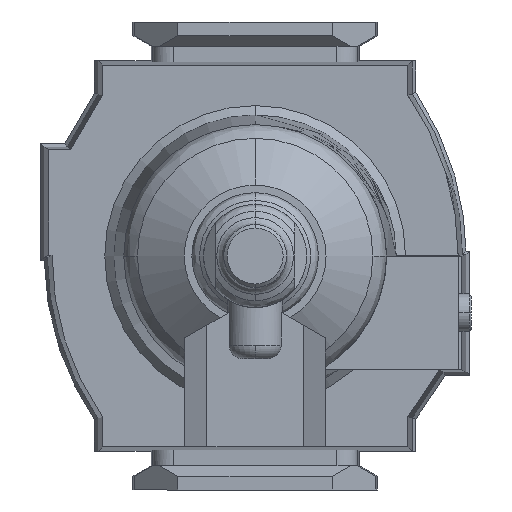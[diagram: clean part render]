
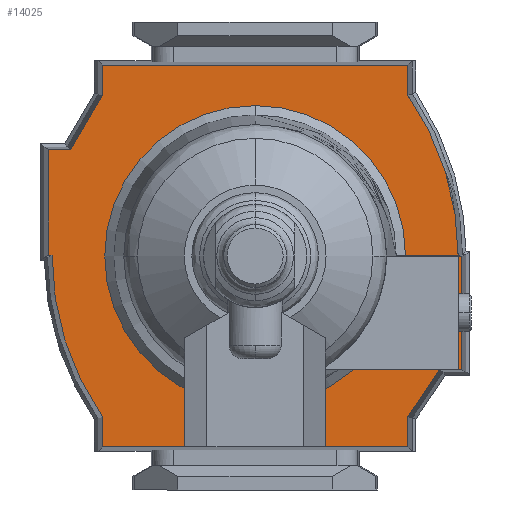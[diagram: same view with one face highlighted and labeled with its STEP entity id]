
A CAD part, front view. The second image highlights one B-rep face of the part: STEP entity #14025.
In plain terms, the highlighted planar face has unit normal (0, -1, 0).
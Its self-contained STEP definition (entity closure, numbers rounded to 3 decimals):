
#75 = CARTESIAN_POINT ( 'NONE',  ( 0.1, -38.5, 29.5 ) ) ;
#138 = ORIENTED_EDGE ( 'NONE', *, *, #11756, .F. ) ;
#243 = EDGE_CURVE ( 'NONE', #9151, #4884, #5052, .T. ) ;
#261 = DIRECTION ( 'NONE',  ( 0., 0., 1. ) ) ;
#321 = EDGE_CURVE ( 'NONE', #804, #1790, #490, .T. ) ;
#366 = VECTOR ( 'NONE', #9992, 1000. ) ;
#379 = FACE_OUTER_BOUND ( 'NONE', #10374, .T. ) ;
#409 = DIRECTION ( 'NONE',  ( 0., 0., 1. ) ) ;
#441 = DIRECTION ( 'NONE',  ( 0., 0., 1. ) ) ;
#490 = LINE ( 'NONE', #2854, #11461 ) ;
#519 = LINE ( 'NONE', #2587, #5286 ) ;
#595 = VERTEX_POINT ( 'NONE', #75 ) ;
#671 = VECTOR ( 'NONE', #1390, 1000. ) ;
#804 = VERTEX_POINT ( 'NONE', #12156 ) ;
#833 = EDGE_CURVE ( 'NONE', #11669, #9151, #10531, .T. ) ;
#1128 = AXIS2_PLACEMENT_3D ( 'NONE', #4510, #4881, #14035 ) ;
#1225 = EDGE_CURVE ( 'NONE', #9623, #6587, #5848, .T. ) ;
#1390 = DIRECTION ( 'NONE',  ( -0.863, 0., 0.506 ) ) ;
#1428 = VECTOR ( 'NONE', #3598, 1000. ) ;
#1440 = ORIENTED_EDGE ( 'NONE', *, *, #14322, .F. ) ;
#1441 = CARTESIAN_POINT ( 'NONE',  ( -0.1, -38.5, -30. ) ) ;
#1644 = VERTEX_POINT ( 'NONE', #10670 ) ;
#1787 = EDGE_CURVE ( 'NONE', #8959, #804, #4196, .T. ) ;
#1790 = VERTEX_POINT ( 'NONE', #10204 ) ;
#1940 = CARTESIAN_POINT ( 'NONE',  ( 0., -38.5, 29.5 ) ) ;
#2035 = CARTESIAN_POINT ( 'NONE',  ( 27.75, -38.5, 22.2 ) ) ;
#2159 = CARTESIAN_POINT ( 'NONE',  ( -23.35, -38.5, -22.2 ) ) ;
#2244 = EDGE_CURVE ( 'NONE', #1644, #11669, #519, .T. ) ;
#2382 = ORIENTED_EDGE ( 'NONE', *, *, #12731, .F. ) ;
#2390 = CARTESIAN_POINT ( 'NONE',  ( -23.35, -38.5, -22.2 ) ) ;
#2547 = EDGE_CURVE ( 'NONE', #6026, #1644, #8796, .T. ) ;
#2587 = CARTESIAN_POINT ( 'NONE',  ( -0.1, -38.5, -30. ) ) ;
#2854 = CARTESIAN_POINT ( 'NONE',  ( -27.75, -38.5, 22.2 ) ) ;
#3119 = DIRECTION ( 'NONE',  ( 1., 0., 0. ) ) ;
#3172 = VECTOR ( 'NONE', #13645, 1000. ) ;
#3506 = EDGE_CURVE ( 'NONE', #6587, #7601, #12349, .T. ) ;
#3598 = DIRECTION ( 'NONE',  ( 0.83, 0., -0.557 ) ) ;
#3796 = LINE ( 'NONE', #10630, #11449 ) ;
#3831 = VERTEX_POINT ( 'NONE', #1940 ) ;
#4022 = ORIENTED_EDGE ( 'NONE', *, *, #12294, .F. ) ;
#4075 = AXIS2_PLACEMENT_3D ( 'NONE', #9694, #8402, #9627 ) ;
#4093 = CARTESIAN_POINT ( 'NONE',  ( 27.75, -38.5, -22.2 ) ) ;
#4196 = LINE ( 'NONE', #5537, #366 ) ;
#4327 = CARTESIAN_POINT ( 'NONE',  ( 16.5, -38.5, 26.8 ) ) ;
#4510 = CARTESIAN_POINT ( 'NONE',  ( -28.86, -38.5, 31.2 ) ) ;
#4881 = DIRECTION ( 'NONE',  ( 0., -1., 0. ) ) ;
#4884 = VERTEX_POINT ( 'NONE', #14357 ) ;
#4898 = AXIS2_PLACEMENT_3D ( 'NONE', #11636, #14245, #441 ) ;
#5025 = PLANE ( 'NONE',  #1128 ) ;
#5052 = LINE ( 'NONE', #6093, #13141 ) ;
#5238 = VERTEX_POINT ( 'NONE', #5765 ) ;
#5286 = VECTOR ( 'NONE', #14237, 1000. ) ;
#5399 = EDGE_CURVE ( 'NONE', #11918, #9623, #14747, .T. ) ;
#5537 = CARTESIAN_POINT ( 'NONE',  ( -27.75, -38.5, -22.2 ) ) ;
#5553 = VECTOR ( 'NONE', #13768, 1000. ) ;
#5598 = CIRCLE ( 'NONE', #4898, 41.1 ) ;
#5765 = CARTESIAN_POINT ( 'NONE',  ( 0.1, -38.5, 30. ) ) ;
#5848 = LINE ( 'NONE', #10513, #1428 ) ;
#6026 = VERTEX_POINT ( 'NONE', #8315 ) ;
#6093 = CARTESIAN_POINT ( 'NONE',  ( -15.5, -38.5, -26.8 ) ) ;
#6349 = LINE ( 'NONE', #7399, #13638 ) ;
#6376 = CARTESIAN_POINT ( 'NONE',  ( -15.5, -38.5, -30. ) ) ;
#6403 = ORIENTED_EDGE ( 'NONE', *, *, #243, .F. ) ;
#6417 = DIRECTION ( 'NONE',  ( -1., 0., 0. ) ) ;
#6587 = VERTEX_POINT ( 'NONE', #10539 ) ;
#6590 = DIRECTION ( 'NONE',  ( 1., 0., 0. ) ) ;
#6619 = VECTOR ( 'NONE', #11511, 1000. ) ;
#6638 = ORIENTED_EDGE ( 'NONE', *, *, #11025, .F. ) ;
#6780 = CARTESIAN_POINT ( 'NONE',  ( -23.383, -38.5, 22.2 ) ) ;
#6958 = DIRECTION ( 'NONE',  ( 0., 1., 0. ) ) ;
#7054 = LINE ( 'NONE', #2390, #671 ) ;
#7098 = DIRECTION ( 'NONE',  ( 0., 0., 1. ) ) ;
#7127 = VERTEX_POINT ( 'NONE', #9822 ) ;
#7384 = VECTOR ( 'NONE', #6590, 1000. ) ;
#7399 = CARTESIAN_POINT ( 'NONE',  ( 23.383, -38.5, -22.2 ) ) ;
#7427 = CIRCLE ( 'NONE', #4075, 41.1 ) ;
#7601 = VERTEX_POINT ( 'NONE', #8100 ) ;
#7739 = LINE ( 'NONE', #7813, #7384 ) ;
#7813 = CARTESIAN_POINT ( 'NONE',  ( -23.383, -38.5, 22.2 ) ) ;
#7917 = ORIENTED_EDGE ( 'NONE', *, *, #9654, .F. ) ;
#7934 = ORIENTED_EDGE ( 'NONE', *, *, #8415, .F. ) ;
#8100 = CARTESIAN_POINT ( 'NONE',  ( 27.75, -38.5, 22.2 ) ) ;
#8120 = CARTESIAN_POINT ( 'NONE',  ( -15.5, -38.5, -30. ) ) ;
#8315 = CARTESIAN_POINT ( 'NONE',  ( 23.383, -38.5, -22.2 ) ) ;
#8319 = CARTESIAN_POINT ( 'NONE',  ( 0., -38.5, 11.6 ) ) ;
#8402 = DIRECTION ( 'NONE',  ( 0., 1., 0. ) ) ;
#8415 = EDGE_CURVE ( 'NONE', #3831, #595, #5598, .T. ) ;
#8539 = VECTOR ( 'NONE', #3119, 1000. ) ;
#8796 = CIRCLE ( 'NONE', #11665, 41.1 ) ;
#8840 = ORIENTED_EDGE ( 'NONE', *, *, #321, .F. ) ;
#8902 = DIRECTION ( 'NONE',  ( 0., 0., -1. ) ) ;
#8959 = VERTEX_POINT ( 'NONE', #2159 ) ;
#9039 = CARTESIAN_POINT ( 'NONE',  ( 16.5, -38.5, 26.8 ) ) ;
#9151 = VERTEX_POINT ( 'NONE', #6376 ) ;
#9597 = CARTESIAN_POINT ( 'NONE',  ( 16.5, -38.5, 30. ) ) ;
#9623 = VERTEX_POINT ( 'NONE', #4327 ) ;
#9627 = DIRECTION ( 'NONE',  ( 0., 0., 1. ) ) ;
#9654 = EDGE_CURVE ( 'NONE', #5238, #11918, #12677, .T. ) ;
#9694 = CARTESIAN_POINT ( 'NONE',  ( 0., -38.5, -11.6 ) ) ;
#9822 = CARTESIAN_POINT ( 'NONE',  ( 27.75, -38.5, -22.2 ) ) ;
#9992 = DIRECTION ( 'NONE',  ( -1., 0., 0. ) ) ;
#10204 = CARTESIAN_POINT ( 'NONE',  ( -27.75, -38.5, 22.2 ) ) ;
#10346 = CARTESIAN_POINT ( 'NONE',  ( 16.5, -38.5, 30. ) ) ;
#10374 = EDGE_LOOP ( 'NONE', ( #10601, #6638, #6403, #10379, #13009, #13876, #138, #13397, #13601, #12823, #12660, #7917, #2382, #7934, #1440, #4022, #8840 ) ) ;
#10379 = ORIENTED_EDGE ( 'NONE', *, *, #833, .F. ) ;
#10513 = CARTESIAN_POINT ( 'NONE',  ( 23.35, -38.5, 22.2 ) ) ;
#10531 = LINE ( 'NONE', #8120, #6619 ) ;
#10539 = CARTESIAN_POINT ( 'NONE',  ( 23.35, -38.5, 22.2 ) ) ;
#10601 = ORIENTED_EDGE ( 'NONE', *, *, #1787, .F. ) ;
#10630 = CARTESIAN_POINT ( 'NONE',  ( 0.1, -38.5, 30. ) ) ;
#10670 = CARTESIAN_POINT ( 'NONE',  ( -0.1, -38.5, -29.5 ) ) ;
#10684 = EDGE_CURVE ( 'NONE', #7601, #7127, #14387, .T. ) ;
#11025 = EDGE_CURVE ( 'NONE', #4884, #8959, #7054, .T. ) ;
#11327 = VERTEX_POINT ( 'NONE', #6780 ) ;
#11449 = VECTOR ( 'NONE', #261, 1000. ) ;
#11461 = VECTOR ( 'NONE', #13311, 1000. ) ;
#11511 = DIRECTION ( 'NONE',  ( -1., 0., 0. ) ) ;
#11636 = CARTESIAN_POINT ( 'NONE',  ( 0., -38.5, -11.6 ) ) ;
#11665 = AXIS2_PLACEMENT_3D ( 'NONE', #8319, #6958, #7098 ) ;
#11669 = VERTEX_POINT ( 'NONE', #1441 ) ;
#11756 = EDGE_CURVE ( 'NONE', #7127, #6026, #6349, .T. ) ;
#11918 = VERTEX_POINT ( 'NONE', #9597 ) ;
#12156 = CARTESIAN_POINT ( 'NONE',  ( -27.75, -38.5, -22.2 ) ) ;
#12294 = EDGE_CURVE ( 'NONE', #1790, #11327, #7739, .T. ) ;
#12349 = LINE ( 'NONE', #2035, #8539 ) ;
#12660 = ORIENTED_EDGE ( 'NONE', *, *, #5399, .F. ) ;
#12677 = LINE ( 'NONE', #10346, #3172 ) ;
#12731 = EDGE_CURVE ( 'NONE', #595, #5238, #3796, .T. ) ;
#12823 = ORIENTED_EDGE ( 'NONE', *, *, #1225, .F. ) ;
#13009 = ORIENTED_EDGE ( 'NONE', *, *, #2244, .F. ) ;
#13141 = VECTOR ( 'NONE', #409, 1000. ) ;
#13311 = DIRECTION ( 'NONE',  ( 0., 0., 1. ) ) ;
#13397 = ORIENTED_EDGE ( 'NONE', *, *, #10684, .F. ) ;
#13601 = ORIENTED_EDGE ( 'NONE', *, *, #3506, .F. ) ;
#13638 = VECTOR ( 'NONE', #6417, 1000. ) ;
#13645 = DIRECTION ( 'NONE',  ( 1., 0., 0. ) ) ;
#13768 = DIRECTION ( 'NONE',  ( 0., 0., -1. ) ) ;
#13876 = ORIENTED_EDGE ( 'NONE', *, *, #2547, .F. ) ;
#13906 = VECTOR ( 'NONE', #8902, 1000. ) ;
#14025 = ADVANCED_FACE ( 'NONE', ( #379 ), #5025, .T. ) ;
#14035 = DIRECTION ( 'NONE',  ( 0., 0., -1. ) ) ;
#14237 = DIRECTION ( 'NONE',  ( 0., 0., -1. ) ) ;
#14245 = DIRECTION ( 'NONE',  ( 0., 1., 0. ) ) ;
#14322 = EDGE_CURVE ( 'NONE', #11327, #3831, #7427, .T. ) ;
#14357 = CARTESIAN_POINT ( 'NONE',  ( -15.5, -38.5, -26.8 ) ) ;
#14387 = LINE ( 'NONE', #4093, #13906 ) ;
#14747 = LINE ( 'NONE', #9039, #5553 ) ;
